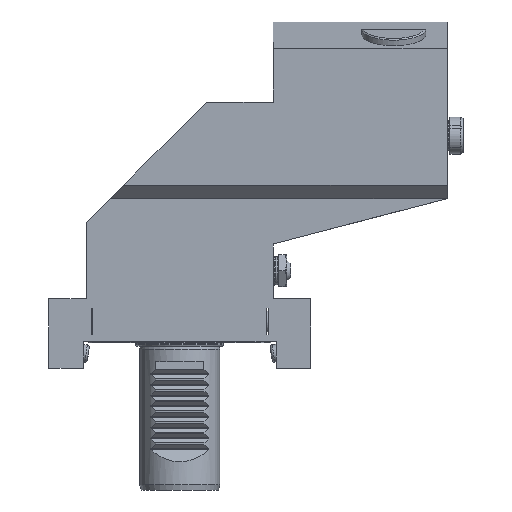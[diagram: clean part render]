
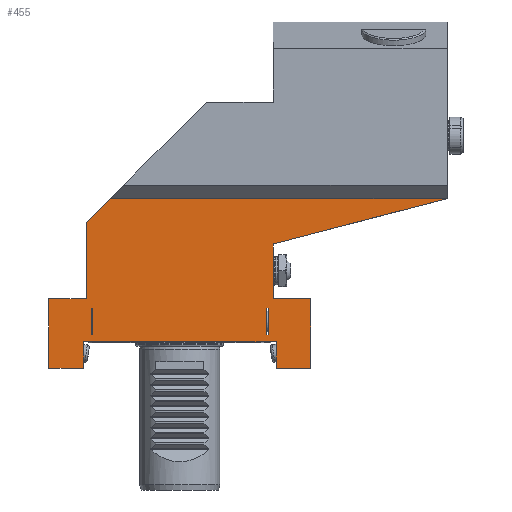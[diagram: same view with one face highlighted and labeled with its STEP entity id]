
A CAD part, front view. The second image highlights one B-rep face of the part: STEP entity #455.
In plain terms, the highlighted planar face has unit normal (0, -1, 0).
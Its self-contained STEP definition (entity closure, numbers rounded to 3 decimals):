
#455=ADVANCED_FACE('',(#904,#905,#906),#674,.T.);
#674=PLANE('',#3977);
#904=FACE_BOUND('',#1032,.T.);
#905=FACE_BOUND('',#1033,.T.);
#906=FACE_BOUND('',#1034,.T.);
#1032=EDGE_LOOP('',(#1374,#1375,#1376,#1377,#1378,#1379,#1380,#1381,#1382,
#1383,#1384,#1385,#1386,#1387));
#1033=EDGE_LOOP('',(#1388,#1389,#1390,#1391));
#1034=EDGE_LOOP('',(#1392,#1393,#1394,#1395));
#1374=ORIENTED_EDGE('',*,*,#2788,.T.);
#1375=ORIENTED_EDGE('',*,*,#2825,.T.);
#1376=ORIENTED_EDGE('',*,*,#2826,.T.);
#1377=ORIENTED_EDGE('',*,*,#2827,.T.);
#1378=ORIENTED_EDGE('',*,*,#2828,.T.);
#1379=ORIENTED_EDGE('',*,*,#2791,.F.);
#1380=ORIENTED_EDGE('',*,*,#2829,.F.);
#1381=ORIENTED_EDGE('',*,*,#2830,.F.);
#1382=ORIENTED_EDGE('',*,*,#2831,.F.);
#1383=ORIENTED_EDGE('',*,*,#2832,.F.);
#1384=ORIENTED_EDGE('',*,*,#2782,.T.);
#1385=ORIENTED_EDGE('',*,*,#2821,.T.);
#1386=ORIENTED_EDGE('',*,*,#2833,.F.);
#1387=ORIENTED_EDGE('',*,*,#2812,.T.);
#1388=ORIENTED_EDGE('',*,*,#2834,.T.);
#1389=ORIENTED_EDGE('',*,*,#2768,.F.);
#1390=ORIENTED_EDGE('',*,*,#2835,.F.);
#1391=ORIENTED_EDGE('',*,*,#2836,.F.);
#1392=ORIENTED_EDGE('',*,*,#2778,.F.);
#1393=ORIENTED_EDGE('',*,*,#2837,.F.);
#1394=ORIENTED_EDGE('',*,*,#2838,.F.);
#1395=ORIENTED_EDGE('',*,*,#2839,.F.);
#2384=VERTEX_POINT('',#5462);
#2392=VERTEX_POINT('',#5479);
#2394=VERTEX_POINT('',#5483);
#2402=VERTEX_POINT('',#5530);
#2404=VERTEX_POINT('',#5533);
#2407=VERTEX_POINT('',#5541);
#2408=VERTEX_POINT('',#5542);
#2413=VERTEX_POINT('',#5553);
#2414=VERTEX_POINT('',#5555);
#2416=VERTEX_POINT('',#5561);
#2417=VERTEX_POINT('',#5562);
#2435=VERTEX_POINT('',#5604);
#2443=VERTEX_POINT('',#5631);
#2444=VERTEX_POINT('',#5633);
#2445=VERTEX_POINT('',#5635);
#2446=VERTEX_POINT('',#5638);
#2447=VERTEX_POINT('',#5640);
#2448=VERTEX_POINT('',#5642);
#2449=VERTEX_POINT('',#5646);
#2450=VERTEX_POINT('',#5648);
#2451=VERTEX_POINT('',#5651);
#2452=VERTEX_POINT('',#5653);
#2768=EDGE_CURVE('',#2394,#2392,#3310,.T.);
#2778=EDGE_CURVE('',#2402,#2404,#3315,.T.);
#2782=EDGE_CURVE('',#2407,#2408,#3318,.T.);
#2788=EDGE_CURVE('',#2414,#2413,#3324,.T.);
#2791=EDGE_CURVE('',#2416,#2417,#3326,.T.);
#2812=EDGE_CURVE('',#2435,#2414,#3347,.T.);
#2821=EDGE_CURVE('',#2408,#2384,#3354,.T.);
#2825=EDGE_CURVE('',#2413,#2443,#3355,.T.);
#2826=EDGE_CURVE('',#2443,#2444,#3356,.T.);
#2827=EDGE_CURVE('',#2444,#2445,#3357,.T.);
#2828=EDGE_CURVE('',#2445,#2417,#3358,.T.);
#2829=EDGE_CURVE('',#2446,#2416,#3359,.T.);
#2830=EDGE_CURVE('',#2447,#2446,#3360,.T.);
#2831=EDGE_CURVE('',#2448,#2447,#3361,.T.);
#2832=EDGE_CURVE('',#2407,#2448,#3362,.T.);
#2833=EDGE_CURVE('',#2435,#2384,#3363,.T.);
#2834=EDGE_CURVE('',#2449,#2392,#3364,.T.);
#2835=EDGE_CURVE('',#2450,#2394,#3365,.T.);
#2836=EDGE_CURVE('',#2449,#2450,#3366,.T.);
#2837=EDGE_CURVE('',#2451,#2402,#3367,.T.);
#2838=EDGE_CURVE('',#2452,#2451,#3368,.T.);
#2839=EDGE_CURVE('',#2404,#2452,#3369,.T.);
#3310=LINE('',#5484,#3634);
#3315=LINE('',#5532,#3639);
#3318=LINE('',#5540,#3642);
#3324=LINE('',#5554,#3648);
#3326=LINE('',#5560,#3650);
#3347=LINE('',#5603,#3671);
#3354=LINE('',#5619,#3678);
#3355=LINE('',#5630,#3679);
#3356=LINE('',#5632,#3680);
#3357=LINE('',#5634,#3681);
#3358=LINE('',#5636,#3682);
#3359=LINE('',#5637,#3683);
#3360=LINE('',#5639,#3684);
#3361=LINE('',#5641,#3685);
#3362=LINE('',#5643,#3686);
#3363=LINE('',#5644,#3687);
#3364=LINE('',#5645,#3688);
#3365=LINE('',#5647,#3689);
#3366=LINE('',#5649,#3690);
#3367=LINE('',#5650,#3691);
#3368=LINE('',#5652,#3692);
#3369=LINE('',#5654,#3693);
#3634=VECTOR('',#4361,1.);
#3639=VECTOR('',#4378,1.);
#3642=VECTOR('',#4385,1.);
#3648=VECTOR('',#4393,1.);
#3650=VECTOR('',#4399,1.);
#3671=VECTOR('',#4426,1.);
#3678=VECTOR('',#4441,1.);
#3679=VECTOR('',#4456,1.);
#3680=VECTOR('',#4457,1.);
#3681=VECTOR('',#4458,1.);
#3682=VECTOR('',#4459,1.);
#3683=VECTOR('',#4460,1.);
#3684=VECTOR('',#4461,1.);
#3685=VECTOR('',#4462,1.);
#3686=VECTOR('',#4463,1.);
#3687=VECTOR('',#4464,1.);
#3688=VECTOR('',#4465,1.);
#3689=VECTOR('',#4466,1.);
#3690=VECTOR('',#4467,1.);
#3691=VECTOR('',#4468,1.);
#3692=VECTOR('',#4469,1.);
#3693=VECTOR('',#4470,1.);
#3977=AXIS2_PLACEMENT_3D('',#5655,#4471,#4472);
#4361=DIRECTION('',(-1.,0.,0.));
#4378=DIRECTION('',(-1.,0.,0.));
#4385=DIRECTION('',(0.,0.,1.));
#4393=DIRECTION('',(0.,0.,-1.));
#4399=DIRECTION('',(-1.,0.,0.));
#4426=DIRECTION('',(-0.707,0.,-0.707));
#4441=DIRECTION('',(0.967,0.,0.253));
#4456=DIRECTION('',(-1.,0.,0.));
#4457=DIRECTION('',(0.,0.,-1.));
#4458=DIRECTION('',(1.,0.,0.));
#4459=DIRECTION('',(0.,0.,1.));
#4460=DIRECTION('',(0.,0.,1.));
#4461=DIRECTION('',(-1.,0.,0.));
#4462=DIRECTION('',(0.,0.,-1.));
#4463=DIRECTION('',(1.,0.,0.));
#4464=DIRECTION('',(1.,0.,0.));
#4465=DIRECTION('',(0.,0.,1.));
#4466=DIRECTION('',(0.,0.,1.));
#4467=DIRECTION('',(1.,0.,0.));
#4468=DIRECTION('',(0.,0.,1.));
#4469=DIRECTION('',(1.,0.,0.));
#4470=DIRECTION('',(0.,0.,-1.));
#4471=DIRECTION('',(0.,-1.,0.));
#4472=DIRECTION('',(0.,0.,-1.));
#5462=CARTESIAN_POINT('',(100.,-35.,54.));
#5479=CARTESIAN_POINT('',(-33.,-35.,13.));
#5483=CARTESIAN_POINT('',(-32.5,-35.,13.));
#5484=CARTESIAN_POINT('',(-100.,-35.,13.));
#5530=CARTESIAN_POINT('',(33.,-35.,13.));
#5532=CARTESIAN_POINT('',(-100.,-35.,13.));
#5533=CARTESIAN_POINT('',(32.5,-35.,13.));
#5540=CARTESIAN_POINT('',(35.,-35.,-7.));
#5541=CARTESIAN_POINT('',(35.,-35.,16.5));
#5542=CARTESIAN_POINT('',(35.,-35.,37.));
#5553=CARTESIAN_POINT('',(-35.,-35.,16.5));
#5554=CARTESIAN_POINT('',(-35.,-35.,45.));
#5555=CARTESIAN_POINT('',(-35.,-35.,45.));
#5560=CARTESIAN_POINT('',(-100.,-35.,0.5));
#5561=CARTESIAN_POINT('',(36.,-35.,0.5));
#5562=CARTESIAN_POINT('',(-36.,-35.,0.5));
#5603=CARTESIAN_POINT('',(10.,-35.,90.));
#5604=CARTESIAN_POINT('',(-26.,-35.,54.));
#5619=CARTESIAN_POINT('',(35.,-35.,37.));
#5630=CARTESIAN_POINT('',(-35.,-35.,16.5));
#5631=CARTESIAN_POINT('',(-49.,-35.,16.5));
#5632=CARTESIAN_POINT('',(-49.,-35.,16.5));
#5633=CARTESIAN_POINT('',(-49.,-35.,-9.5));
#5634=CARTESIAN_POINT('',(-49.,-35.,-9.5));
#5635=CARTESIAN_POINT('',(-36.,-35.,-9.5));
#5636=CARTESIAN_POINT('',(-36.,-35.,-9.5));
#5637=CARTESIAN_POINT('',(36.,-35.,-9.5));
#5638=CARTESIAN_POINT('',(36.,-35.,-9.5));
#5639=CARTESIAN_POINT('',(49.,-35.,-9.5));
#5640=CARTESIAN_POINT('',(49.,-35.,-9.5));
#5641=CARTESIAN_POINT('',(49.,-35.,16.5));
#5642=CARTESIAN_POINT('',(49.,-35.,16.5));
#5643=CARTESIAN_POINT('',(35.,-35.,16.5));
#5644=CARTESIAN_POINT('',(-100.,-35.,54.));
#5645=CARTESIAN_POINT('',(-33.,-35.,3.));
#5646=CARTESIAN_POINT('',(-33.,-35.,3.));
#5647=CARTESIAN_POINT('',(-32.5,-35.,54.));
#5648=CARTESIAN_POINT('',(-32.5,-35.,3.));
#5649=CARTESIAN_POINT('',(-100.,-35.,3.));
#5650=CARTESIAN_POINT('',(33.,-35.,3.));
#5651=CARTESIAN_POINT('',(33.,-35.,3.));
#5652=CARTESIAN_POINT('',(-100.,-35.,3.));
#5653=CARTESIAN_POINT('',(32.5,-35.,3.));
#5654=CARTESIAN_POINT('',(32.5,-35.,54.));
#5655=CARTESIAN_POINT('',(-100.,-35.,54.));
